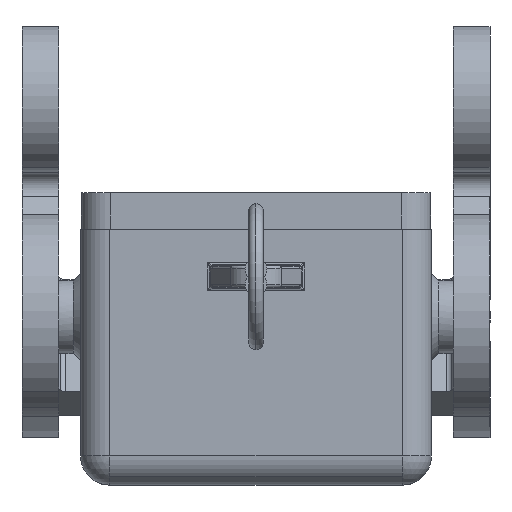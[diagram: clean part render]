
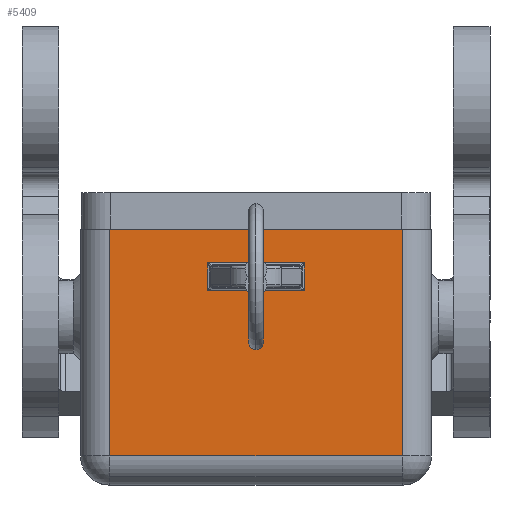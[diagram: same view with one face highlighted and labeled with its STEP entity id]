
A CAD part, left-side view. The second image highlights one B-rep face of the part: STEP entity #5409.
In plain terms, the highlighted planar face has unit normal (-1, 0, 0).
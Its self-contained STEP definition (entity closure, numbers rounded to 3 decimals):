
#4615=CARTESIAN_POINT('',(-12.,3.291,-2.3));
#4616=VERTEX_POINT('',#4615);
#4759=CARTESIAN_POINT('',(-12.,-3.291,-2.3));
#4760=VERTEX_POINT('',#4759);
#4845=CARTESIAN_POINT('',(-12.,3.291,-4.2));
#4846=VERTEX_POINT('',#4845);
#4847=CARTESIAN_POINT('',(-12.,3.291,-2.3));
#4848=DIRECTION('',(0.0,0.0,-1.0));
#4849=VECTOR('',#4848,1.9);
#4850=LINE('',#4847,#4849);
#4851=EDGE_CURVE('',#4616,#4846,#4850,.T.);
#5055=CARTESIAN_POINT('',(-12.,-3.291,-4.2));
#5056=VERTEX_POINT('',#5055);
#5212=CARTESIAN_POINT('',(-12.,3.291,-4.2));
#5213=DIRECTION('',(0.0,-1.0,0.0));
#5214=VECTOR('',#5213,6.582);
#5215=LINE('',#5212,#5214);
#5216=EDGE_CURVE('',#4846,#5056,#5215,.T.);
#5323=CARTESIAN_POINT('',(-12.,-3.291,-2.3));
#5324=DIRECTION('',(0.0,1.0,0.0));
#5325=VECTOR('',#5324,6.582);
#5326=LINE('',#5323,#5325);
#5327=EDGE_CURVE('',#4760,#4616,#5326,.T.);
#5340=CARTESIAN_POINT('',(-12.,-3.291,-4.2));
#5341=DIRECTION('',(0.0,0.0,1.0));
#5342=VECTOR('',#5341,1.9);
#5343=LINE('',#5340,#5342);
#5344=EDGE_CURVE('',#5056,#4760,#5343,.T.);
#5364=CARTESIAN_POINT('',(-12.,10.,0.0));
#5365=DIRECTION('',(-1.0,0.0,0.0));
#5366=DIRECTION('',(0.0,0.0,1.0));
#5367=AXIS2_PLACEMENT_3D('',#5364,#5365,#5366);
#5368=PLANE('',#5367);
#5369=CARTESIAN_POINT('',(-12.,-10.,-15.5));
#5370=VERTEX_POINT('',#5369);
#5371=CARTESIAN_POINT('',(-12.,10.,-15.5));
#5372=VERTEX_POINT('',#5371);
#5373=CARTESIAN_POINT('',(-12.,-10.,-15.5));
#5374=DIRECTION('',(0.0,1.0,0.0));
#5375=VECTOR('',#5374,20.);
#5376=LINE('',#5373,#5375);
#5377=EDGE_CURVE('',#5370,#5372,#5376,.T.);
#5378=ORIENTED_EDGE('',*,*,#5377,.F.);
#5379=CARTESIAN_POINT('',(-12.,-10.,0.0));
#5380=VERTEX_POINT('',#5379);
#5381=CARTESIAN_POINT('',(-12.,-10.,0.0));
#5382=DIRECTION('',(0.0,0.0,-1.0));
#5383=VECTOR('',#5382,15.5);
#5384=LINE('',#5381,#5383);
#5385=EDGE_CURVE('',#5380,#5370,#5384,.T.);
#5386=ORIENTED_EDGE('',*,*,#5385,.F.);
#5387=CARTESIAN_POINT('',(-12.,10.,0.0));
#5388=VERTEX_POINT('',#5387);
#5389=CARTESIAN_POINT('',(-12.,-10.,0.0));
#5390=DIRECTION('',(0.0,1.0,0.0));
#5391=VECTOR('',#5390,20.);
#5392=LINE('',#5389,#5391);
#5393=EDGE_CURVE('',#5380,#5388,#5392,.T.);
#5394=ORIENTED_EDGE('',*,*,#5393,.T.);
#5395=CARTESIAN_POINT('',(-12.,10.,0.0));
#5396=DIRECTION('',(0.0,0.0,-1.0));
#5397=VECTOR('',#5396,15.5);
#5398=LINE('',#5395,#5397);
#5399=EDGE_CURVE('',#5388,#5372,#5398,.T.);
#5400=ORIENTED_EDGE('',*,*,#5399,.T.);
#5401=EDGE_LOOP('',(#5378,#5386,#5394,#5400));
#5402=FACE_OUTER_BOUND('',#5401,.T.);
#5403=ORIENTED_EDGE('',*,*,#4851,.F.);
#5404=ORIENTED_EDGE('',*,*,#5327,.F.);
#5405=ORIENTED_EDGE('',*,*,#5344,.F.);
#5406=ORIENTED_EDGE('',*,*,#5216,.F.);
#5407=EDGE_LOOP('',(#5403,#5404,#5405,#5406));
#5408=FACE_BOUND('',#5407,.T.);
#5409=ADVANCED_FACE('',(#5402,#5408),#5368,.T.);
